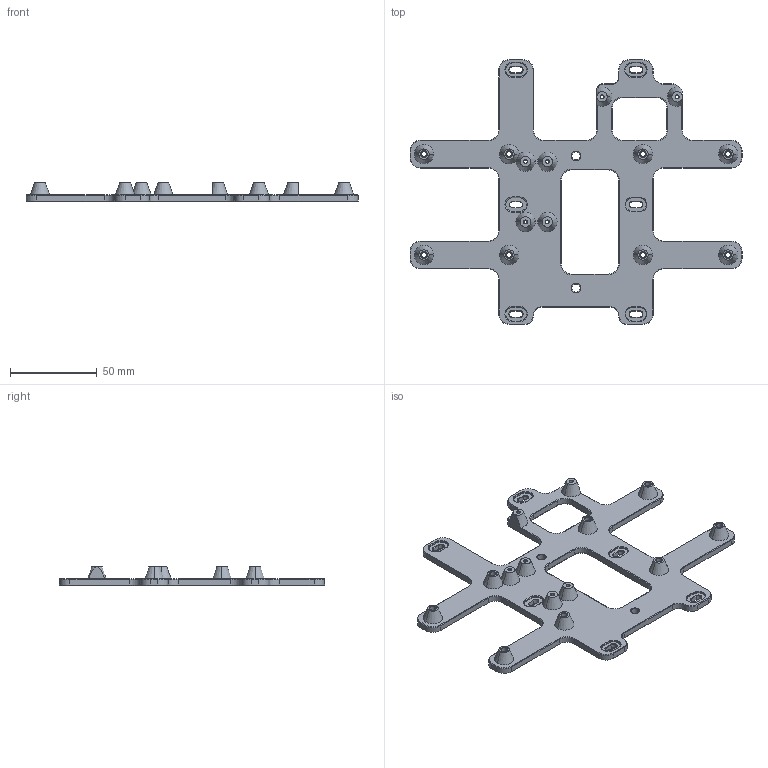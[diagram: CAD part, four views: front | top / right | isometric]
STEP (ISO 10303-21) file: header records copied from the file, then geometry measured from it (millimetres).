
FILE_DESCRIPTION (( 'STEP AP214' ), '1' );
FILE_NAME ('Electronics_Plate.STEP', '2024-07-07T21:09:09', ( '' ), ( '' ), 'SwSTEP 2.0', '', '' );
FILE_SCHEMA (( 'AUTOMOTIVE_DESIGN' ));
Length unit declared in the file: millimetre
Products named in the file (1): Electronics_Plate
Bounding box: 191 x 152.5 x 11 mm (x, y, z)
Volume: 52851.5 mm3; surface area: 32197 mm2
Topology: 1 solids, 1 shells, 549 faces, 1270 edges, 748 vertices
Faces by surface type: cone 223, plane 202, cylinder 124
Entity records: 15551 total; most frequent: DIRECTION 2869, CARTESIAN_POINT 2667, ORIENTED_EDGE 2540, EDGE_CURVE 1270, AXIS2_PLACEMENT_3D 1060, VECTOR 749, LINE 749, VERTEX_POINT 748
